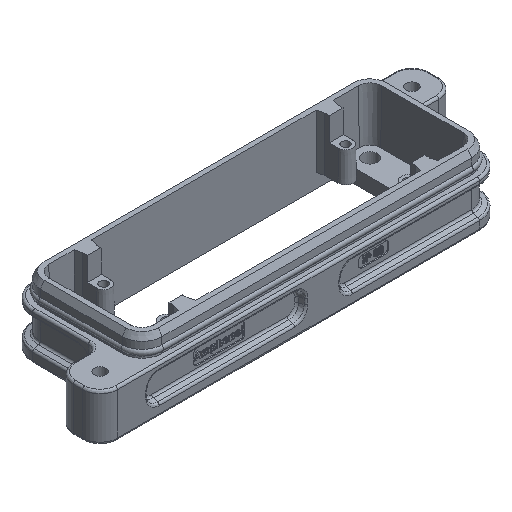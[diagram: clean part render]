
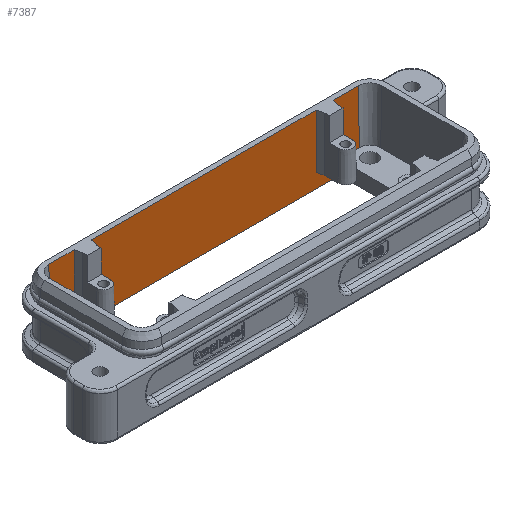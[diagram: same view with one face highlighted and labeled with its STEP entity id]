
A CAD part, isometric view. The second image highlights one B-rep face of the part: STEP entity #7387.
In plain terms, the highlighted planar face has unit normal (0, -1, 0.018).
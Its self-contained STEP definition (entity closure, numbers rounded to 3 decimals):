
#7387=ADVANCED_FACE('',(#8470),#8075,.T.);
#8075=PLANE('',#20212);
#8470=FACE_OUTER_BOUND('',#9308,.T.);
#9308=EDGE_LOOP('',(#11339,#11340,#11341,#11342,#11343,#11344,#11345,#11346,
#11347,#11348,#11349,#11350,#11351,#11352,#11353,#11354));
#11339=ORIENTED_EDGE('',*,*,#16128,.F.);
#11340=ORIENTED_EDGE('',*,*,#15940,.T.);
#11341=ORIENTED_EDGE('',*,*,#16129,.T.);
#11342=ORIENTED_EDGE('',*,*,#16130,.F.);
#11343=ORIENTED_EDGE('',*,*,#16023,.T.);
#11344=ORIENTED_EDGE('',*,*,#16027,.T.);
#11345=ORIENTED_EDGE('',*,*,#16105,.T.);
#11346=ORIENTED_EDGE('',*,*,#16037,.F.);
#11347=ORIENTED_EDGE('',*,*,#16044,.T.);
#11348=ORIENTED_EDGE('',*,*,#16054,.F.);
#11349=ORIENTED_EDGE('',*,*,#16104,.T.);
#11350=ORIENTED_EDGE('',*,*,#16122,.F.);
#11351=ORIENTED_EDGE('',*,*,#15955,.T.);
#11352=ORIENTED_EDGE('',*,*,#16127,.F.);
#11353=ORIENTED_EDGE('',*,*,#16109,.T.);
#11354=ORIENTED_EDGE('',*,*,#16131,.T.);
#14423=VERTEX_POINT('',#25999);
#14424=VERTEX_POINT('',#26001);
#14436=VERTEX_POINT('',#26032);
#14437=VERTEX_POINT('',#26034);
#14485=VERTEX_POINT('',#26179);
#14486=VERTEX_POINT('',#26181);
#14488=VERTEX_POINT('',#26187);
#14498=VERTEX_POINT('',#26212);
#14499=VERTEX_POINT('',#26213);
#14503=VERTEX_POINT('',#26224);
#14508=VERTEX_POINT('',#26244);
#14541=VERTEX_POINT('',#26348);
#14545=VERTEX_POINT('',#26357);
#14546=VERTEX_POINT('',#26359);
#14558=VERTEX_POINT('',#26396);
#14559=VERTEX_POINT('',#26398);
#15940=EDGE_CURVE('',#14424,#14423,#17745,.T.);
#15955=EDGE_CURVE('',#14437,#14436,#17754,.T.);
#16023=EDGE_CURVE('',#14486,#14485,#17809,.T.);
#16027=EDGE_CURVE('',#14485,#14488,#17811,.T.);
#16037=EDGE_CURVE('',#14498,#14499,#17818,.T.);
#16044=EDGE_CURVE('',#14498,#14503,#17823,.T.);
#16054=EDGE_CURVE('',#14508,#14503,#17832,.T.);
#16104=EDGE_CURVE('',#14508,#14541,#17870,.T.);
#16105=EDGE_CURVE('',#14488,#14499,#17871,.T.);
#16109=EDGE_CURVE('',#14546,#14545,#17873,.T.);
#16122=EDGE_CURVE('',#14437,#14541,#17882,.T.);
#16127=EDGE_CURVE('',#14546,#14436,#17887,.T.);
#16128=EDGE_CURVE('',#14424,#14558,#17888,.T.);
#16129=EDGE_CURVE('',#14423,#14559,#17889,.T.);
#16130=EDGE_CURVE('',#14486,#14559,#17890,.T.);
#16131=EDGE_CURVE('',#14545,#14558,#17891,.T.);
#17745=LINE('',#26000,#18932);
#17754=LINE('',#26033,#18941);
#17809=LINE('',#26180,#18996);
#17811=LINE('',#26188,#18998);
#17818=LINE('',#26211,#19005);
#17823=LINE('',#26225,#19010);
#17832=LINE('',#26245,#19019);
#17870=LINE('',#26350,#19057);
#17871=LINE('',#26351,#19058);
#17873=LINE('',#26358,#19060);
#17882=LINE('',#26384,#19069);
#17887=LINE('',#26393,#19074);
#17888=LINE('',#26395,#19075);
#17889=LINE('',#26397,#19076);
#17890=LINE('',#26399,#19077);
#17891=LINE('',#26400,#19078);
#18932=VECTOR('',#21917,1.);
#18941=VECTOR('',#21948,1.);
#18996=VECTOR('',#22089,1.);
#18998=VECTOR('',#22097,1.);
#19005=VECTOR('',#22118,1.);
#19010=VECTOR('',#22129,1.);
#19019=VECTOR('',#22150,1.);
#19057=VECTOR('',#22254,1.);
#19058=VECTOR('',#22255,1.);
#19060=VECTOR('',#22261,1.);
#19069=VECTOR('',#22280,1.);
#19074=VECTOR('',#22293,1.);
#19075=VECTOR('',#22296,1.);
#19076=VECTOR('',#22297,1.);
#19077=VECTOR('',#22298,1.);
#19078=VECTOR('',#22299,1.);
#20212=AXIS2_PLACEMENT_3D('',#26401,#22300,#22301);
#21917=DIRECTION('',(-0.017,-0.017,-1.));
#21948=DIRECTION('',(-1.,0.,0.));
#22089=DIRECTION('',(1.,0.,0.));
#22097=DIRECTION('',(0.,0.017,1.));
#22118=DIRECTION('',(-0.013,0.017,1.));
#22129=DIRECTION('',(-1.,0.,0.));
#22150=DIRECTION('',(-0.013,-0.017,-1.));
#22254=DIRECTION('',(-1.,0.,0.));
#22255=DIRECTION('',(-1.,0.,0.));
#22261=DIRECTION('',(-1.,0.,0.));
#22280=DIRECTION('',(-0.013,0.017,1.));
#22293=DIRECTION('',(-0.013,-0.017,-1.));
#22296=DIRECTION('',(-1.,0.,0.));
#22297=DIRECTION('',(1.,0.,0.));
#22298=DIRECTION('',(0.017,-0.017,-1.));
#22299=DIRECTION('',(0.,-0.017,-1.));
#22300=DIRECTION('',(0.,-1.,0.017));
#22301=DIRECTION('',(0.,0.017,1.));
#25999=CARTESIAN_POINT('',(-58.,21.996,0.));
#26000=CARTESIAN_POINT('',(-58.007,21.989,-0.384));
#26001=CARTESIAN_POINT('',(-57.895,22.1,6.));
#26032=CARTESIAN_POINT('',(-56.002,22.1,6.));
#26033=CARTESIAN_POINT('',(0.,22.1,6.));
#26034=CARTESIAN_POINT('',(-47.998,22.1,6.));
#26179=CARTESIAN_POINT('',(66.5,22.1,6.));
#26180=CARTESIAN_POINT('',(56.332,22.1,6.));
#26181=CARTESIAN_POINT('',(57.895,22.1,6.));
#26187=CARTESIAN_POINT('',(66.5,22.5,28.9));
#26188=CARTESIAN_POINT('',(66.5,22.5,28.9));
#26211=CARTESIAN_POINT('',(55.685,22.513,29.646));
#26212=CARTESIAN_POINT('',(56.002,22.1,6.));
#26213=CARTESIAN_POINT('',(55.695,22.5,28.9));
#26224=CARTESIAN_POINT('',(47.998,22.1,6.));
#26225=CARTESIAN_POINT('',(0.,22.1,6.));
#26244=CARTESIAN_POINT('',(48.305,22.5,28.9));
#26245=CARTESIAN_POINT('',(48.297,22.489,28.253));
#26348=CARTESIAN_POINT('',(-48.305,22.5,28.9));
#26350=CARTESIAN_POINT('',(0.,22.5,28.9));
#26351=CARTESIAN_POINT('',(0.,22.5,28.9));
#26357=CARTESIAN_POINT('',(-66.5,22.5,28.9));
#26358=CARTESIAN_POINT('',(-56.95,22.5,28.9));
#26359=CARTESIAN_POINT('',(-55.695,22.5,28.9));
#26384=CARTESIAN_POINT('',(-48.297,22.489,28.253));
#26393=CARTESIAN_POINT('',(-55.685,22.513,29.646));
#26395=CARTESIAN_POINT('',(0.,22.1,6.));
#26396=CARTESIAN_POINT('',(-66.5,22.1,6.));
#26397=CARTESIAN_POINT('',(-96.2,21.996,0.));
#26398=CARTESIAN_POINT('',(58.,21.996,0.));
#26399=CARTESIAN_POINT('',(57.478,22.518,29.903));
#26400=CARTESIAN_POINT('',(-66.5,22.5,28.9));
#26401=CARTESIAN_POINT('',(0.,22.5,28.9));
